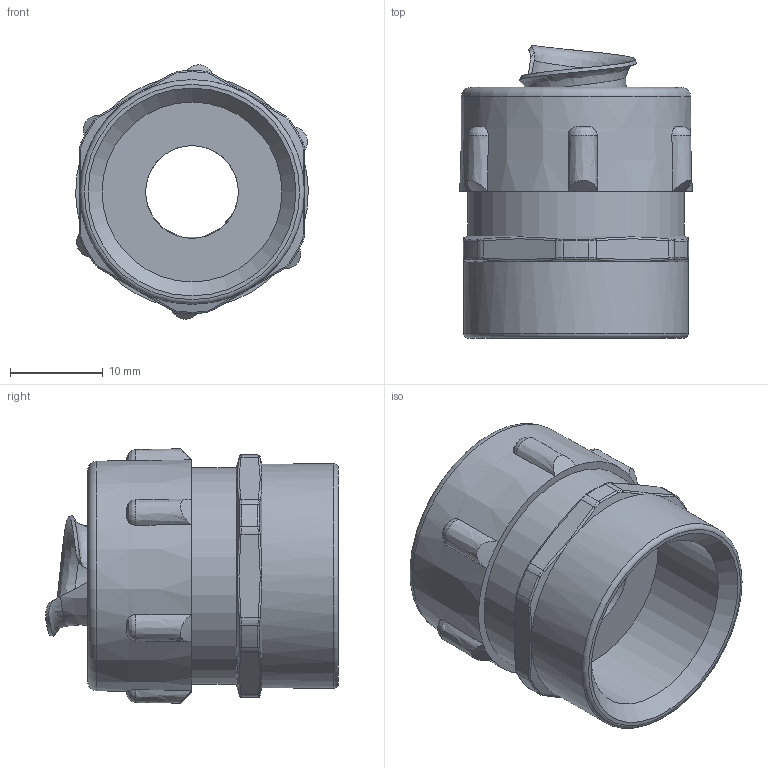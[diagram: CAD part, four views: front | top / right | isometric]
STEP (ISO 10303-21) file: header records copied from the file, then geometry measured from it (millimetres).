
FILE_DESCRIPTION(/* description */ (''),/* implementation_level */ '2;1');
FILE_NAME(/* name */ '',/* time_stamp */ '2025-06-20T11:58:39+07:00',/* author */ ('zeta-82'),/* organization */ (''),/* preprocessor_version */ 'ST-DEVELOPER v19.2',/* originating_system */ 'Autodesk Inventor 2024',/* authorisation */ '');
FILE_SCHEMA (('AUTOMOTIVE_DESIGN { 1 0 10303 214 3 1 1 }'));
Length unit declared in the file: millimetre
Products named in the file (1): ЗЭТА.105.221.000 РКв
Bounding box: 25.09 x 31.57 x 27.42 mm (x, y, z)
Volume: 7023.5 mm3; surface area: 5490.1 mm2
Topology: 1 solids, 1 shells, 134 faces, 323 edges, 195 vertices
Faces by surface type: bspline 57, cylinder 26, plane 20, torus 16, cone 15
Full cylindrical faces by diameter (mm): 10 x1, 10.8 x1, 15 x1, 17.6 x1, 19.4 x1, 23.4 x1, 24.2 x1
Entity records: 6276 total; most frequent: CARTESIAN_POINT 3346, ORIENTED_EDGE 646, DIRECTION 446, EDGE_CURVE 323, AXIS2_PLACEMENT_3D 205, VERTEX_POINT 195, B_SPLINE_CURVE_WITH_KNOTS 160, EDGE_LOOP 140
